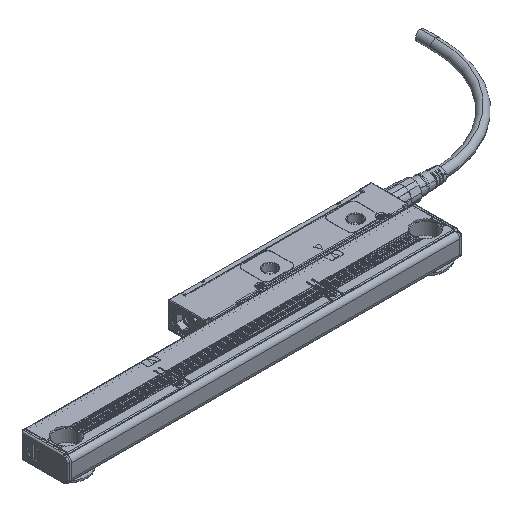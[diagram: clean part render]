
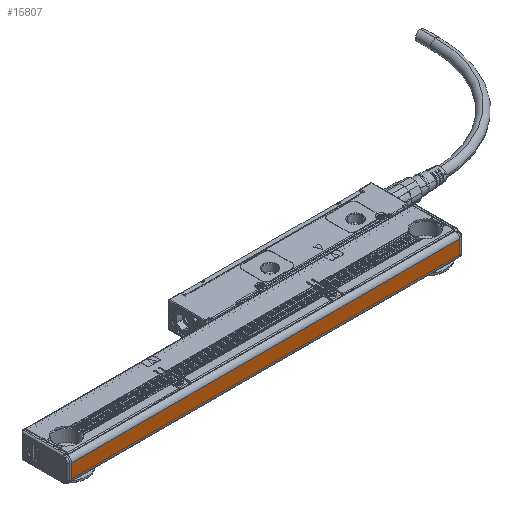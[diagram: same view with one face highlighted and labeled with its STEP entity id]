
A CAD part, isometric view. The second image highlights one B-rep face of the part: STEP entity #15807.
In plain terms, the highlighted planar face has unit normal (0, -1, 0).
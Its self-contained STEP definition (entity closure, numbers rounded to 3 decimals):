
#15794=AXIS2_PLACEMENT_3D('Plane Axis2P3D',#15791,#15792,#15793) ;
#7314=CARTESIAN_POINT('Vertex',(-254.,0.,12.)) ;
#7317=CARTESIAN_POINT('Line Origine',(-127.,0.,12.)) ;
#7321=CARTESIAN_POINT('Vertex',(0.,0.,12.)) ;
#11644=CARTESIAN_POINT('Line Origine',(0.,0.,7.5)) ;
#11648=CARTESIAN_POINT('Vertex',(0.,0.,3.)) ;
#15770=CARTESIAN_POINT('Vertex',(-254.,0.,3.)) ;
#15773=CARTESIAN_POINT('Line Origine',(-254.,0.,7.5)) ;
#15791=CARTESIAN_POINT('Axis2P3D Location',(0.,0.,15.)) ;
#15796=CARTESIAN_POINT('Line Origine',(-127.,0.,3.)) ;
#7318=DIRECTION('Vector Direction',(-1.,0.,0.)) ;
#11645=DIRECTION('Vector Direction',(0.,0.,-1.)) ;
#15774=DIRECTION('Vector Direction',(0.,0.,-1.)) ;
#15792=DIRECTION('Axis2P3D Direction',(0.,1.,0.)) ;
#15793=DIRECTION('Axis2P3D XDirection',(0.,0.,-1.)) ;
#15797=DIRECTION('Vector Direction',(-1.,0.,0.)) ;
#7319=VECTOR('Line Direction',#7318,1.) ;
#11646=VECTOR('Line Direction',#11645,1.) ;
#15775=VECTOR('Line Direction',#15774,1.) ;
#15798=VECTOR('Line Direction',#15797,1.) ;
#15802=ORIENTED_EDGE('',*,*,#15800,.F.) ;
#15803=ORIENTED_EDGE('',*,*,#11650,.F.) ;
#15804=ORIENTED_EDGE('',*,*,#7323,.T.) ;
#15805=ORIENTED_EDGE('',*,*,#15777,.T.) ;
#15807=ADVANCED_FACE('Brep With Voids',(#15806),#15795,.F.) ;
#7323=EDGE_CURVE('',#7322,#7315,#7320,.T.) ;
#11650=EDGE_CURVE('',#7322,#11649,#11647,.T.) ;
#15777=EDGE_CURVE('',#7315,#15771,#15776,.T.) ;
#15800=EDGE_CURVE('',#11649,#15771,#15799,.T.) ;
#15801=EDGE_LOOP('',(#15802,#15803,#15804,#15805)) ;
#15806=FACE_OUTER_BOUND('',#15801,.T.) ;
#7320=LINE('Line',#7317,#7319) ;
#11647=LINE('Line',#11644,#11646) ;
#15776=LINE('Line',#15773,#15775) ;
#15799=LINE('Line',#15796,#15798) ;
#15795=PLANE('Plane',#15794) ;
#7315=VERTEX_POINT('',#7314) ;
#7322=VERTEX_POINT('',#7321) ;
#11649=VERTEX_POINT('',#11648) ;
#15771=VERTEX_POINT('',#15770) ;
